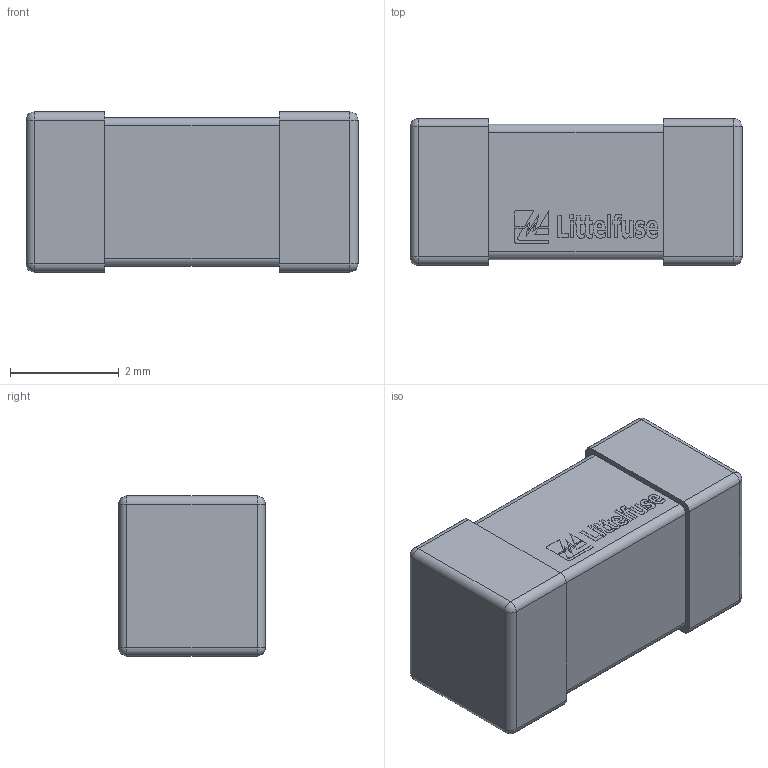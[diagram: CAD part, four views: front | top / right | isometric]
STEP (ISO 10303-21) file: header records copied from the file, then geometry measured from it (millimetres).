
FILE_DESCRIPTION(/* description */ (''),/* implementation_level */ '2;1');
FILE_NAME(/* name */ 'Littelfuse 0452.500MRL.stp',/* time_stamp */ '2020-01-29T13:55:08-04:00',/* author */ ('Ricardo'),/* organization */ (''),/* preprocessor_version */ 'ST-DEVELOPER v18',/* originating_system */ 'Autodesk Inventor 2020',/* authorisation */ '');
FILE_SCHEMA (('AUTOMOTIVE_DESIGN { 1 0 10303 214 3 1 1 }'));
Length unit declared in the file: millimetre
Products named in the file (4): Littelfuse 0452.500MRL; terminals; body; logo
Assembly tree (3 placements, depth 2):
  Littelfuse 0452.500MRL
    terminals
    body
    logo
Bounding box: 6.1 x 2.69 x 2.94 mm (x, y, z)
Volume: 44.5 mm3; surface area: 109.5 mm2
Topology: 15 solids, 15 shells, 242 faces, 612 edges, 400 vertices
Faces by surface type: plane 152, bspline 59, cylinder 23, sphere 8
Entity records: 7647 total; most frequent: CARTESIAN_POINT 2020, ORIENTED_EDGE 1224, DIRECTION 924, EDGE_CURVE 612, LINE 448, VECTOR 448, VERTEX_POINT 400, EDGE_LOOP 246
